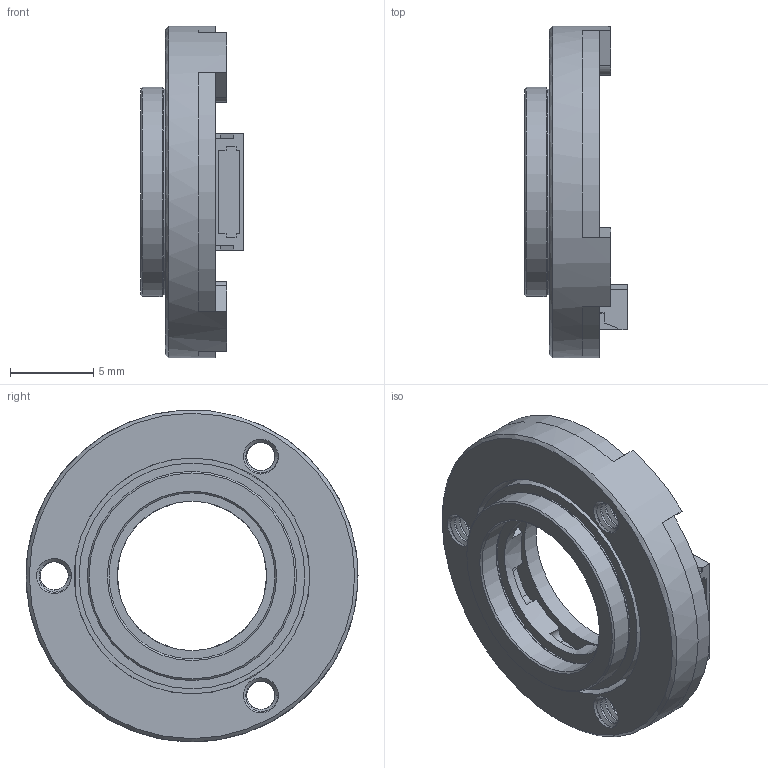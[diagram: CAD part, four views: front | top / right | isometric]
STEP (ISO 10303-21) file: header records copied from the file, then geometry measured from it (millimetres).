
FILE_DESCRIPTION (( 'STEP AP214' ), '1' );
FILE_NAME ('MPT-10B-20.step', '2024-12-10T15:50:08', ( '' ), ( '' ), 'SwSTEP 2.0', 'SolidWorks 2022', '' );
FILE_SCHEMA (( 'AUTOMOTIVE_DESIGN' ));
Length unit declared in the file: millimetre
Products named in the file (1): MPT-10B-20
Bounding box: 6.2 x 20 x 19.99 mm (x, y, z)
Volume: 738.6 mm3; surface area: 1734.4 mm2
Topology: 5 solids, 5 shells, 186 faces, 486 edges, 317 vertices
Faces by surface type: plane 114, cylinder 52, cone 11, bspline 9
Full cylindrical faces by diameter (mm): 9 x1, 9.6 x1, 10 x1, 10.2 x1, 11.2 x2, 12.4 x1, 12.6 x1, 12.8 x2, 13.6 x1, 14.2 x1, 20 x1
Entity records: 8426 total; most frequent: CARTESIAN_POINT 3843, DIRECTION 913, ORIENTED_EDGE 906, EDGE_CURVE 453, AXIS2_PLACEMENT_3D 312, VERTEX_POINT 308, VECTOR 289, LINE 289
